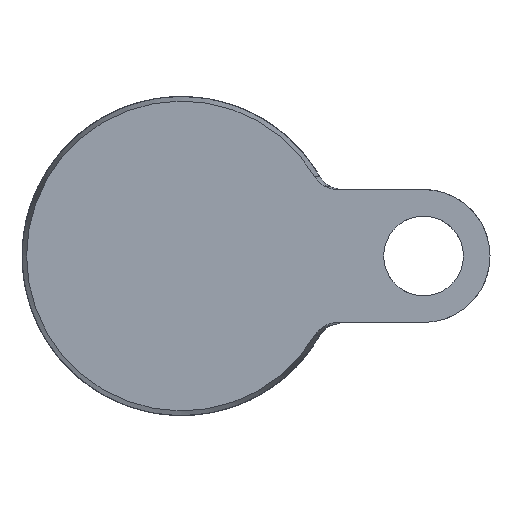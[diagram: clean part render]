
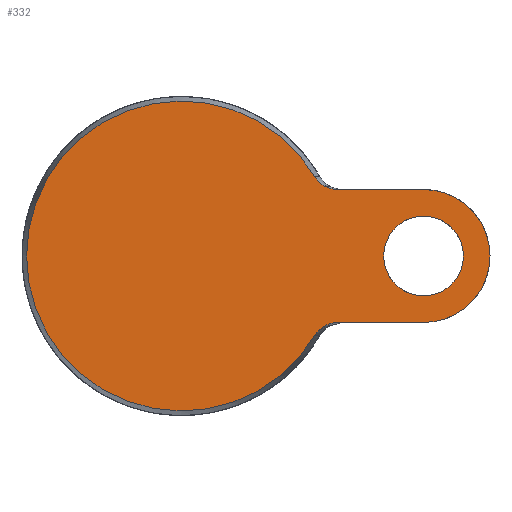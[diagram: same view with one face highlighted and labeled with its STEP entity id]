
A CAD part, front view. The second image highlights one B-rep face of the part: STEP entity #332.
In plain terms, the highlighted planar face has unit normal (0, -1, 0).
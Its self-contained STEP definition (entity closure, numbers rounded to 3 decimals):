
#1 = VERTEX_POINT ( 'NONE', #239 ) ;
#48 = CARTESIAN_POINT ( 'NONE',  ( 28.933, 0., 12.5 ) ) ;
#67 = DIRECTION ( 'NONE',  ( 1., 0., 0. ) ) ;
#87 = ORIENTED_EDGE ( 'NONE', *, *, #1114, .T. ) ;
#89 = CARTESIAN_POINT ( 'NONE',  ( 25.237, 0., -14.58 ) ) ;
#142 = AXIS2_PLACEMENT_3D ( 'NONE', #1053, #637, #891 ) ;
#153 = CIRCLE ( 'NONE', #498, 12.5 ) ;
#167 = CARTESIAN_POINT ( 'NONE',  ( 26.146, 0., -13.64 ) ) ;
#191 = CARTESIAN_POINT ( 'NONE',  ( 25.976, 0., 13.785 ) ) ;
#239 = CARTESIAN_POINT ( 'NONE',  ( 45.5, 0., 7.5 ) ) ;
#247 = CARTESIAN_POINT ( 'NONE',  ( 29.374, 0., 12.5 ) ) ;
#265 = VERTEX_POINT ( 'NONE', #247 ) ;
#267 = CARTESIAN_POINT ( 'NONE',  ( 27.057, 0., 13.048 ) ) ;
#274 = CIRCLE ( 'NONE', #142, 29.143 ) ;
#281 = DIRECTION ( 'NONE',  ( 0., 1., 0. ) ) ;
#303 = ORIENTED_EDGE ( 'NONE', *, *, #777, .F. ) ;
#330 = CARTESIAN_POINT ( 'NONE',  ( 27.871, 0., -12.72 ) ) ;
#332 = ADVANCED_FACE ( 'NONE', ( #432, #883 ), #1032, .F. ) ;
#358 = CARTESIAN_POINT ( 'NONE',  ( 26.678, 0., 13.261 ) ) ;
#369 = CIRCLE ( 'NONE', #485, 7.5 ) ;
#375 = ORIENTED_EDGE ( 'NONE', *, *, #539, .F. ) ;
#376 = DIRECTION ( 'NONE',  ( 0., 1., 0. ) ) ;
#377 = CARTESIAN_POINT ( 'NONE',  ( 28.502, 0., 12.556 ) ) ;
#384 = CARTESIAN_POINT ( 'NONE',  ( 27.659, 0., 12.79 ) ) ;
#388 = CARTESIAN_POINT ( 'NONE',  ( 25.011, 0., -14.959 ) ) ;
#420 = EDGE_LOOP ( 'NONE', ( #375, #810, #1015, #87, #303, #439 ) ) ;
#432 = FACE_OUTER_BOUND ( 'NONE', #420, .T. ) ;
#434 = CARTESIAN_POINT ( 'NONE',  ( 26.862, 0., -13.142 ) ) ;
#439 = ORIENTED_EDGE ( 'NONE', *, *, #866, .F. ) ;
#440 = CARTESIAN_POINT ( 'NONE',  ( 45.5, 0., 0. ) ) ;
#441 = CARTESIAN_POINT ( 'NONE',  ( -29.143, 0., 0. ) ) ;
#446 = CARTESIAN_POINT ( 'NONE',  ( 27.869, 0., 12.721 ) ) ;
#455 = EDGE_CURVE ( 'NONE', #1, #1, #369, .T. ) ;
#476 = CARTESIAN_POINT ( 'NONE',  ( 15., 0., 12.5 ) ) ;
#485 = AXIS2_PLACEMENT_3D ( 'NONE', #727, #281, #820 ) ;
#491 = LINE ( 'NONE', #476, #944 ) ;
#493 = EDGE_CURVE ( 'NONE', #265, #1048, #528, .T. ) ;
#498 = AXIS2_PLACEMENT_3D ( 'NONE', #440, #376, #632 ) ;
#501 = CARTESIAN_POINT ( 'NONE',  ( 25.508, 0., -14.24 ) ) ;
#515 = CARTESIAN_POINT ( 'NONE',  ( 25.011, 0., -14.959 ) ) ;
#517 = CARTESIAN_POINT ( 'NONE',  ( 45.5, 0., 12.5 ) ) ;
#528 = B_SPLINE_CURVE_WITH_KNOTS ( 'NONE', 3,
 ( #826, #48, #377, #446, #384, #1050, #267, #358, #625, #974, #191, #892, #846, #1093 ),
 .UNSPECIFIED., .F., .F.,
 ( 4, 2, 2, 2, 2, 2, 4 ),
 ( 0., 0.001, 0.002, 0.003, 0.003, 0.004, 0.005 ),
 .UNSPECIFIED. ) ;
#539 = EDGE_CURVE ( 'NONE', #265, #630, #491, .T. ) ;
#541 = DIRECTION ( 'NONE',  ( -1., 0., 0. ) ) ;
#591 = CARTESIAN_POINT ( 'NONE',  ( 29.374, 0., -12.5 ) ) ;
#625 = CARTESIAN_POINT ( 'NONE',  ( 26.495, 0., 13.38 ) ) ;
#630 = VERTEX_POINT ( 'NONE', #517 ) ;
#632 = DIRECTION ( 'NONE',  ( 0., 0., -1. ) ) ;
#637 = DIRECTION ( 'NONE',  ( 0., -1., 0. ) ) ;
#647 = EDGE_LOOP ( 'NONE', ( #683 ) ) ;
#667 = B_SPLINE_CURVE_WITH_KNOTS ( 'NONE', 3,
 ( #515, #89, #501, #1037, #167, #875, #434, #768, #773, #330, #701, #1028, #591 ),
 .UNSPECIFIED., .F., .F.,
 ( 4, 2, 2, 1, 2, 2, 4 ),
 ( 0., 0.001, 0.002, 0.003, 0.003, 0.004, 0.005 ),
 .UNSPECIFIED. ) ;
#683 = ORIENTED_EDGE ( 'NONE', *, *, #455, .T. ) ;
#700 = DIRECTION ( 'NONE',  ( 0., 0., 1. ) ) ;
#701 = CARTESIAN_POINT ( 'NONE',  ( 28.503, 0., -12.556 ) ) ;
#727 = CARTESIAN_POINT ( 'NONE',  ( 45.5, 0., 0. ) ) ;
#743 = CARTESIAN_POINT ( 'NONE',  ( 45.5, 0., -12.5 ) ) ;
#768 = CARTESIAN_POINT ( 'NONE',  ( 27.255, 0., -12.953 ) ) ;
#773 = CARTESIAN_POINT ( 'NONE',  ( 27.662, 0., -12.789 ) ) ;
#777 = EDGE_CURVE ( 'NONE', #978, #828, #819, .T. ) ;
#783 = VECTOR ( 'NONE', #541, 1000. ) ;
#786 = DIRECTION ( 'NONE',  ( 0., 1., 0. ) ) ;
#810 = ORIENTED_EDGE ( 'NONE', *, *, #493, .T. ) ;
#819 = LINE ( 'NONE', #989, #783 ) ;
#820 = DIRECTION ( 'NONE',  ( 0., 0., 1. ) ) ;
#826 = CARTESIAN_POINT ( 'NONE',  ( 29.374, 0., 12.5 ) ) ;
#827 = EDGE_CURVE ( 'NONE', #1048, #935, #274, .T. ) ;
#828 = VERTEX_POINT ( 'NONE', #984 ) ;
#844 = CARTESIAN_POINT ( 'NONE',  ( 25.011, 0., 14.959 ) ) ;
#846 = CARTESIAN_POINT ( 'NONE',  ( 25.237, 0., 14.58 ) ) ;
#866 = EDGE_CURVE ( 'NONE', #630, #978, #153, .T. ) ;
#875 = CARTESIAN_POINT ( 'NONE',  ( 26.497, 0., -13.379 ) ) ;
#883 = FACE_BOUND ( 'NONE', #647, .T. ) ;
#891 = DIRECTION ( 'NONE',  ( 0., 0., -1. ) ) ;
#892 = CARTESIAN_POINT ( 'NONE',  ( 25.507, 0., 14.24 ) ) ;
#935 = VERTEX_POINT ( 'NONE', #388 ) ;
#944 = VECTOR ( 'NONE', #67, 1000. ) ;
#974 = CARTESIAN_POINT ( 'NONE',  ( 26.144, 0., 13.642 ) ) ;
#977 = AXIS2_PLACEMENT_3D ( 'NONE', #441, #786, #700 ) ;
#978 = VERTEX_POINT ( 'NONE', #743 ) ;
#984 = CARTESIAN_POINT ( 'NONE',  ( 29.374, 0., -12.5 ) ) ;
#989 = CARTESIAN_POINT ( 'NONE',  ( 15., 0., -12.5 ) ) ;
#1015 = ORIENTED_EDGE ( 'NONE', *, *, #827, .T. ) ;
#1028 = CARTESIAN_POINT ( 'NONE',  ( 28.933, 0., -12.5 ) ) ;
#1032 = PLANE ( 'NONE',  #977 ) ;
#1037 = CARTESIAN_POINT ( 'NONE',  ( 25.977, 0., -13.784 ) ) ;
#1048 = VERTEX_POINT ( 'NONE', #844 ) ;
#1050 = CARTESIAN_POINT ( 'NONE',  ( 27.253, 0., 12.954 ) ) ;
#1053 = CARTESIAN_POINT ( 'NONE',  ( 0., 0., 0. ) ) ;
#1093 = CARTESIAN_POINT ( 'NONE',  ( 25.011, 0., 14.959 ) ) ;
#1114 = EDGE_CURVE ( 'NONE', #935, #828, #667, .T. ) ;
